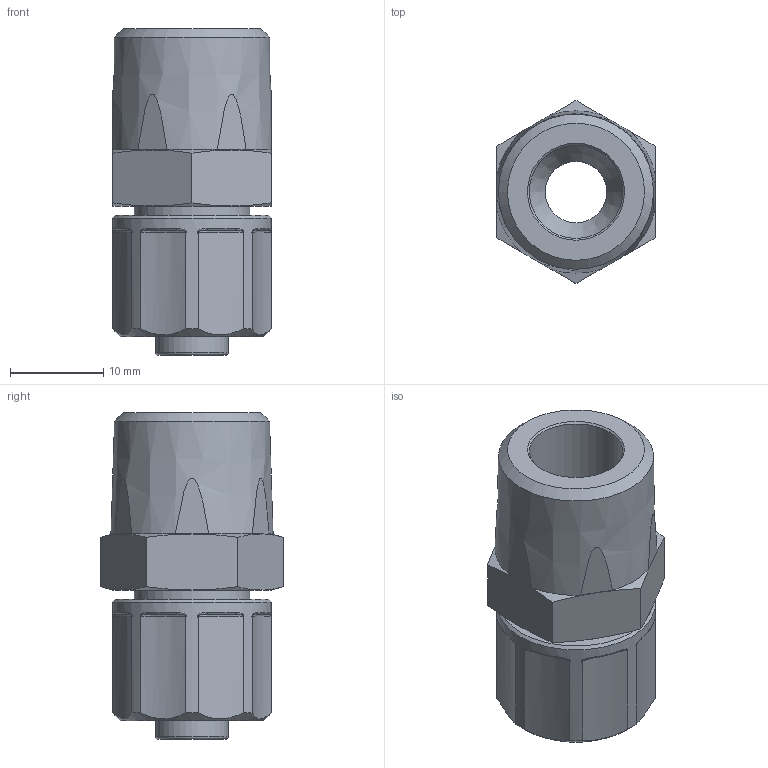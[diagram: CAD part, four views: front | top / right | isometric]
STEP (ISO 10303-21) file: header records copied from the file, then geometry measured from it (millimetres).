
FILE_DESCRIPTION(/* description */ (''),/* implementation_level */ '2;1');
FILE_NAME(/* name */ 'ck_388_ms_npt.stp',/* time_stamp */ '2017-04-13T13:55:28+02:00',/* author */ ('leitheußer'),/* organization */ (''),/* preprocessor_version */ 'ST-DEVELOPER v15.6',/* originating_system */ 'Autodesk Inventor LT ',/* authorisation */ '');
FILE_SCHEMA (('AUTOMOTIVE_DESIGN { 1 0 10303 214 3 1 1 }'));
Length unit declared in the file: millimetre
Products named in the file (1): 30-0608
Bounding box: 17 x 19.63 x 35 mm (x, y, z)
Volume: 5246.3 mm3; surface area: 3680.2 mm2
Topology: 1 solids, 1 shells, 135 faces, 323 edges, 200 vertices
Faces by surface type: plane 42, bspline 42, cone 19, torus 18, cylinder 14
Full cylindrical faces by diameter (mm): 6.6 x1, 7.8 x1, 10 x1, 10.2 x1, 12.4 x1, 17 x1
Entity records: 6688 total; most frequent: CARTESIAN_POINT 3993, ORIENTED_EDGE 606, DIRECTION 446, EDGE_CURVE 303, VERTEX_POINT 195, AXIS2_PLACEMENT_3D 187, EDGE_LOOP 162, FACE_OUTER_BOUND 135
